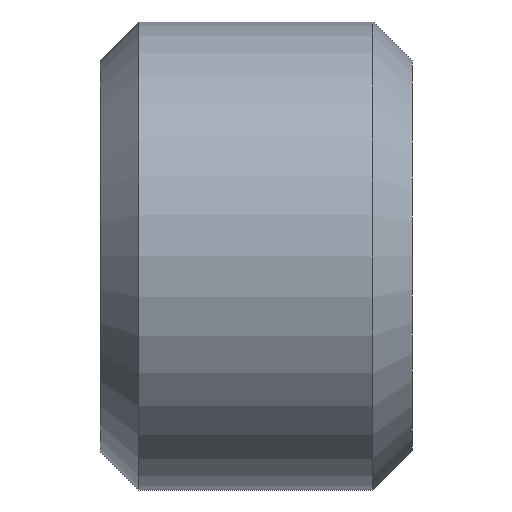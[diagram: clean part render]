
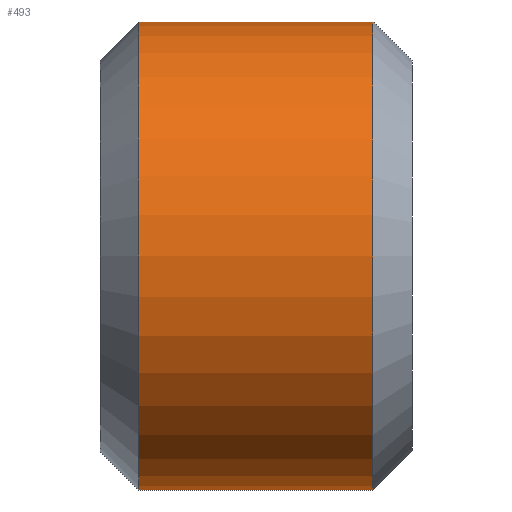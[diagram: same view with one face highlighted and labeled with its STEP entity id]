
A CAD part, front view. The second image highlights one B-rep face of the part: STEP entity #493.
In plain terms, the highlighted cylindrical face has radius 6 mm (diameter 12 mm), a full revolution.
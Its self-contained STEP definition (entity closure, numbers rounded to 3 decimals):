
#43=CYLINDRICAL_SURFACE('',#550,6.);
#47=FACE_BOUND('',#172,.T.);
#135=FACE_OUTER_BOUND('',#171,.T.);
#171=EDGE_LOOP('',(#426));
#172=EDGE_LOOP('',(#427));
#204=CIRCLE('',#548,6.);
#206=CIRCLE('',#551,6.);
#247=VERTEX_POINT('',#859);
#249=VERTEX_POINT('',#864);
#314=EDGE_CURVE('',#247,#247,#204,.T.);
#316=EDGE_CURVE('',#249,#249,#206,.T.);
#426=ORIENTED_EDGE('',*,*,#316,.F.);
#427=ORIENTED_EDGE('',*,*,#314,.F.);
#493=ADVANCED_FACE('',(#135,#47),#43,.T.);
#548=AXIS2_PLACEMENT_3D('',#860,#682,#683);
#550=AXIS2_PLACEMENT_3D('',#863,#686,#687);
#551=AXIS2_PLACEMENT_3D('',#865,#688,#689);
#682=DIRECTION('center_axis',(-1.,0.,0.));
#683=DIRECTION('ref_axis',(0.,0.,-1.));
#686=DIRECTION('center_axis',(-1.,0.,0.));
#687=DIRECTION('ref_axis',(0.,0.,1.));
#688=DIRECTION('center_axis',(1.,0.,0.));
#689=DIRECTION('ref_axis',(0.,0.,-1.));
#859=CARTESIAN_POINT('',(1.,0.,6.));
#860=CARTESIAN_POINT('Origin',(1.,0.,0.));
#863=CARTESIAN_POINT('Origin',(4.,0.,0.));
#864=CARTESIAN_POINT('',(7.,0.,6.));
#865=CARTESIAN_POINT('Origin',(7.,0.,0.));
